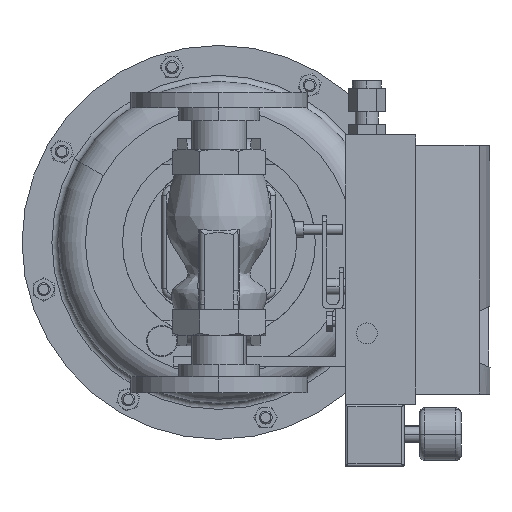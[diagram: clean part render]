
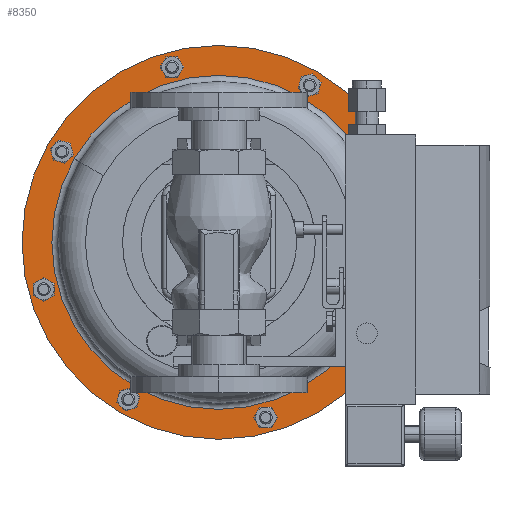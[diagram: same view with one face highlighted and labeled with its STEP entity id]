
A CAD part, front view. The second image highlights one B-rep face of the part: STEP entity #8350.
In plain terms, the highlighted planar face has unit normal (0, -1, 0).
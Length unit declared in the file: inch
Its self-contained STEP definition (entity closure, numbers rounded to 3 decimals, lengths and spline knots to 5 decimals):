
#354 = CARTESIAN_POINT ( 'NONE',  ( 0., 8.835, -2.25 ) ) ;
#1741 = CARTESIAN_POINT ( 'NONE',  ( 0., 8.835, -2.25 ) ) ;
#2096 = PLANE ( 'NONE',  #9756 ) ;
#2106 = EDGE_LOOP ( 'NONE', ( #13567, #14964 ) ) ;
#2865 = DIRECTION ( 'NONE',  ( 0.866, 0., -0.5 ) ) ;
#4262 = DIRECTION ( 'NONE',  ( 0.866, 0., -0.5 ) ) ;
#4421 = DIRECTION ( 'NONE',  ( 0., 1., 0. ) ) ;
#4714 = FACE_OUTER_BOUND ( 'NONE', #22925, .T. ) ;
#5884 = CARTESIAN_POINT ( 'NONE',  ( 0., 8.835, -2.25 ) ) ;
#6348 = CIRCLE ( 'NONE', #7224, 4.75 ) ;
#6820 = AXIS2_PLACEMENT_3D ( 'NONE', #1741, #19315, #4262 ) ;
#7132 = DIRECTION ( 'NONE',  ( 0., -1., 0. ) ) ;
#7224 = AXIS2_PLACEMENT_3D ( 'NONE', #354, #17922, #2865 ) ;
#8113 = VERTEX_POINT ( 'NONE', #13515 ) ;
#8350 = ADVANCED_FACE ( 'NONE', ( #23174, #4714 ), #2096, .T. ) ;
#8410 = DIRECTION ( 'NONE',  ( 0.866, 0., -0.5 ) ) ;
#8985 = EDGE_CURVE ( 'NONE', #16630, #8113, #13715, .T. ) ;
#9049 = VERTEX_POINT ( 'NONE', #9634 ) ;
#9634 = CARTESIAN_POINT ( 'NONE',  ( 3.48922, 8.835, -4.2645 ) ) ;
#9756 = AXIS2_PLACEMENT_3D ( 'NONE', #19576, #7132, #24688 ) ;
#10284 = AXIS2_PLACEMENT_3D ( 'NONE', #19501, #4421, #21987 ) ;
#10872 = VERTEX_POINT ( 'NONE', #18100 ) ;
#11081 = AXIS2_PLACEMENT_3D ( 'NONE', #5884, #23450, #8410 ) ;
#12754 = CARTESIAN_POINT ( 'NONE',  ( -4.11362, 8.835, 0.125 ) ) ;
#13515 = CARTESIAN_POINT ( 'NONE',  ( 4.11362, 8.835, -4.625 ) ) ;
#13567 = ORIENTED_EDGE ( 'NONE', *, *, #26803, .T. ) ;
#13715 = CIRCLE ( 'NONE', #6820, 4.75 ) ;
#14964 = ORIENTED_EDGE ( 'NONE', *, *, #23415, .T. ) ;
#15098 = CIRCLE ( 'NONE', #10284, 4.029 ) ;
#16630 = VERTEX_POINT ( 'NONE', #12754 ) ;
#16656 = EDGE_CURVE ( 'NONE', #8113, #16630, #6348, .T. ) ;
#17922 = DIRECTION ( 'NONE',  ( 0., 1., 0. ) ) ;
#18100 = CARTESIAN_POINT ( 'NONE',  ( -3.48922, 8.835, -0.2355 ) ) ;
#19199 = CIRCLE ( 'NONE', #11081, 4.029 ) ;
#19315 = DIRECTION ( 'NONE',  ( 0., 1., 0. ) ) ;
#19501 = CARTESIAN_POINT ( 'NONE',  ( 0., 8.835, -2.25 ) ) ;
#19576 = CARTESIAN_POINT ( 'NONE',  ( -2.375, 8.835, -6.36362 ) ) ;
#21987 = DIRECTION ( 'NONE',  ( 0.866, 0., -0.5 ) ) ;
#22925 = EDGE_LOOP ( 'NONE', ( #22993, #24808 ) ) ;
#22993 = ORIENTED_EDGE ( 'NONE', *, *, #16656, .F. ) ;
#23174 = FACE_BOUND ( 'NONE', #2106, .T. ) ;
#23415 = EDGE_CURVE ( 'NONE', #10872, #9049, #19199, .T. ) ;
#23450 = DIRECTION ( 'NONE',  ( 0., 1., 0. ) ) ;
#24688 = DIRECTION ( 'NONE',  ( -0.866, 0., 0.5 ) ) ;
#24808 = ORIENTED_EDGE ( 'NONE', *, *, #8985, .F. ) ;
#26803 = EDGE_CURVE ( 'NONE', #9049, #10872, #15098, .T. ) ;
